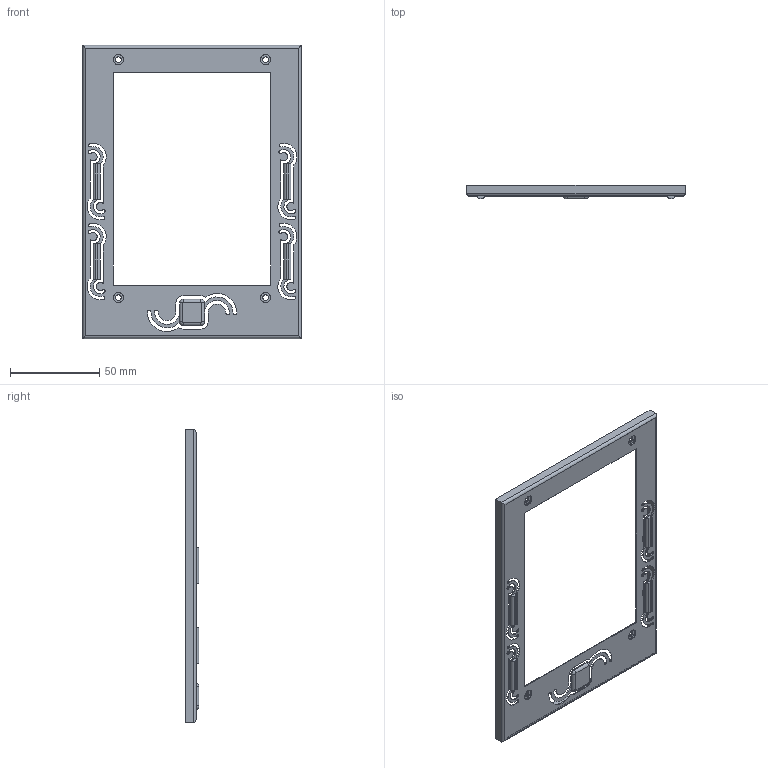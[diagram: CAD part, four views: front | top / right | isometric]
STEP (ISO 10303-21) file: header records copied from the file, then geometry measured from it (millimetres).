
FILE_DESCRIPTION(/* description */ ('STEP AP242 Edition 2','CAx-IF Rec.Pracs.---Representation and Presentation of Product Manufacturing Information (PMI)---4.0---2014-10-13','CAx-IF Rec.Pracs.---3D Tessellated Geometry---0.4---2014-09-14','2;1','CAx-IF Rec.Pracs.---User Defined Attributes---1.5---2016-08-15'),/* implementation_level */ '2;1');
FILE_NAME(/* name */ '697fa7c8e6283b9ac759ee7f',/* time_stamp */ '2026-02-01T19:21:45Z',/* author */ (''),/* organization */ (''),/* preprocessor_version */ 'ST-DEVELOPER v20',/* originating_system */ 'ONSHAPE BY PTC INC, 1.210',/* authorisation */ ' ');
FILE_SCHEMA (('AP242_MANAGED_MODEL_BASED_3D_ENGINEERING_MIM_LF { 1 0 10303 442 3 1 4 }'));
Length unit declared in the file: metre
Products named in the file (1): Case Front
Bounding box: 122.5 x 7.5 x 164.4 mm (x, y, z)
Volume: 10901.1 mm3; surface area: 24518.5 mm2
Topology: 1 solids, 1 shells, 177 faces, 453 edges, 286 vertices
Faces by surface type: cylinder 105, plane 68, torus 4
Full cylindrical faces by diameter (mm): 1.5 x4, 2 x1, 3.2 x4, 5.7 x4, 6 x4
Entity records: 5390 total; most frequent: DIRECTION 1002, CARTESIAN_POINT 900, ORIENTED_EDGE 872, EDGE_CURVE 436, AXIS2_PLACEMENT_3D 388, VERTEX_POINT 286, EDGE_LOOP 232, FACE_BOUND 232
